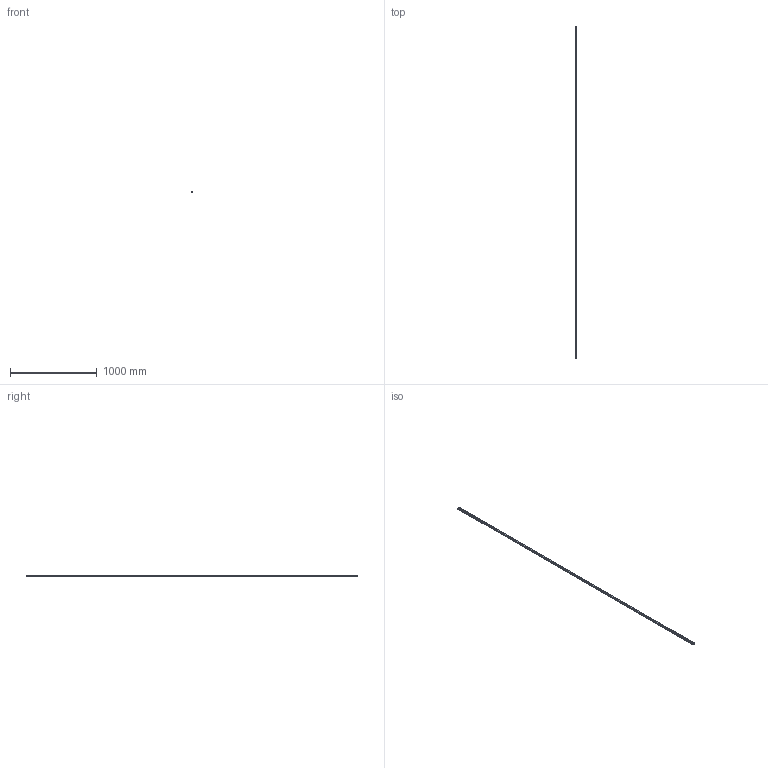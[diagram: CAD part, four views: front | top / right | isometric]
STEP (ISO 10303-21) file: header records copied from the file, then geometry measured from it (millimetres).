
FILE_DESCRIPTION(('STEP AP214'),'1');
FILE_NAME('cctmp_59553BE4-5A60-4F27-967A-8097D0BED538_2021_02_09_16_47_34_0761..stp','2021-02-09T15:47:35',('HIWIN GmbH'),('CADClick - www.CADClick.com'),'Spatial InterOp 3D',' ','unknown authorization');
FILE_SCHEMA(('AUTOMOTIVE_DESIGN'));
Length unit declared in the file: millimetre
Products named in the file (1): EGR25R3830C_FILE
Bounding box: 23 x 3830 x 18 mm (x, y, z)
Volume: 1317104.6 mm3; surface area: 355781.5 mm2
Topology: 1 solids, 1 shells, 873 faces, 2217 edges, 1478 vertices
Faces by surface type: plane 469, cylinder 404
Entity records: 34059 total; most frequent: DIRECTION 5285, CARTESIAN_POINT 4569, ORIENTED_EDGE 4434, EDGE_CURVE 2217, AXIS2_PLACEMENT_3D 2194, VERTEX_POINT 1478, CIRCLE 1064, EDGE_LOOP 1005
